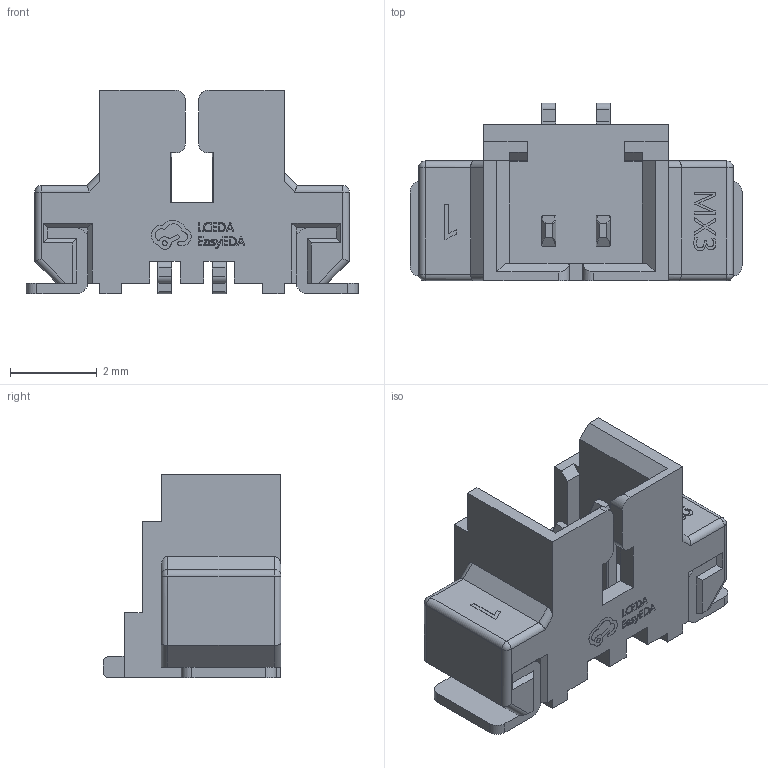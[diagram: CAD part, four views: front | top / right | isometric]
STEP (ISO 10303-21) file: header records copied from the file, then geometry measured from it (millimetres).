
FILE_DESCRIPTION(/* description */ ('','CAx-IF Rec.Pracs.---Representation and Presentation of Product Manufacturing Information (PMI)---4.0---2014-10-13'),/* implementation_level */ '2;1');
FILE_NAME(/* name */ '13lB-FAN1-CONN-SMD_2P-P1.25_053398-0X71.step',/* time_stamp */ '2025-03-21T14:24:02+08:00',/* author */ (''),/* organization */ (''),/* preprocessor_version */ 'ST-DEVELOPER v20',/* originating_system */ 'Autodesk Translation Framework v13.20.0.188',/* authorisation */ '');
FILE_SCHEMA (('AP242_MANAGED_MODEL_BASED_3D_ENGINEERING_MIM_LF { 1 0 10303 442 1 1 4 }'));
Length unit declared in the file: millimetre
Products named in the file (1): 13lB-FAN1-CONN-SMD_2P-P1.25_053398-0X71
Bounding box: 7.65 x 4.1 x 4.7 mm (x, y, z)
Volume: 54.4 mm3; surface area: 183.5 mm2
Topology: 1 solids, 1 shells, 501 faces, 1378 edges, 902 vertices
Faces by surface type: plane 305, bspline 122, cylinder 70, sphere 4
Entity records: 17766 total; most frequent: CARTESIAN_POINT 4942, ORIENTED_EDGE 2748, DIRECTION 2192, EDGE_CURVE 1374, LINE 1000, VECTOR 1000, VERTEX_POINT 902, AXIS2_PLACEMENT_3D 596
